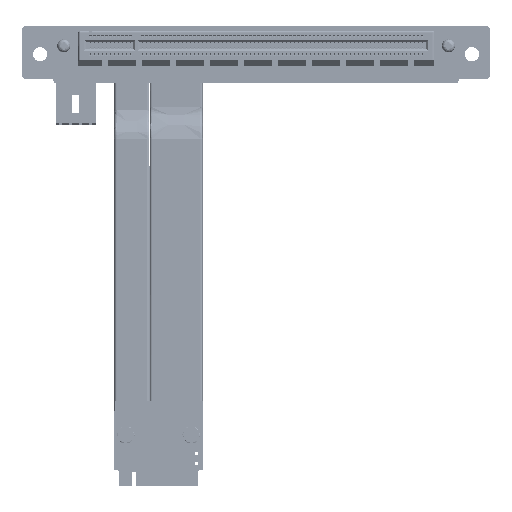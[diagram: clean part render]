
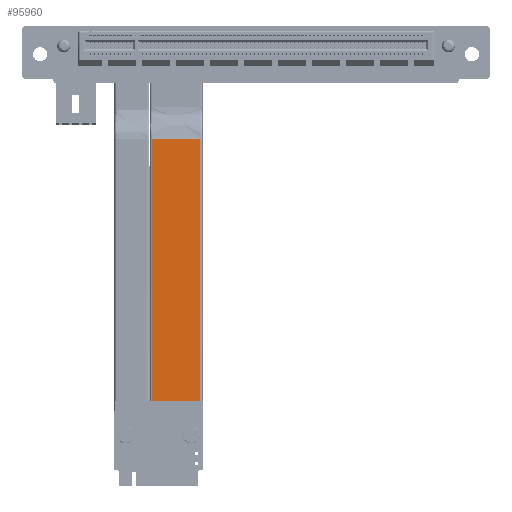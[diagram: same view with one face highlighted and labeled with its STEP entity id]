
A CAD part, top view. The second image highlights one B-rep face of the part: STEP entity #95960.
In plain terms, the highlighted planar face has unit normal (0, 0, 1).
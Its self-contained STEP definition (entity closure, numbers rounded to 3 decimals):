
#95960 = ADVANCED_FACE('',(#95961),#95995,.F.);
#95961 = FACE_BOUND('',#95962,.T.);
#95962 = EDGE_LOOP('',(#95963,#95973,#95981,#95989));
#95963 = ORIENTED_EDGE('',*,*,#95964,.F.);
#95964 = EDGE_CURVE('',#95965,#95967,#95969,.T.);
#95965 = VERTEX_POINT('',#95966);
#95966 = CARTESIAN_POINT('',(-12.6,68.057,1.4));
#95967 = VERTEX_POINT('',#95968);
#95968 = CARTESIAN_POINT('',(-0.6,68.057,1.4));
#95969 = LINE('',#95970,#95971);
#95970 = CARTESIAN_POINT('',(-13.2,68.057,1.4));
#95971 = VECTOR('',#95972,1.);
#95972 = DIRECTION('',(1.,0.,0.));
#95973 = ORIENTED_EDGE('',*,*,#95974,.T.);
#95974 = EDGE_CURVE('',#95965,#95975,#95977,.T.);
#95975 = VERTEX_POINT('',#95976);
#95976 = CARTESIAN_POINT('',(-12.6,0.,1.4));
#95977 = LINE('',#95978,#95979);
#95978 = CARTESIAN_POINT('',(-12.6,81.303,1.4));
#95979 = VECTOR('',#95980,1.);
#95980 = DIRECTION('',(0.,-1.,0.));
#95981 = ORIENTED_EDGE('',*,*,#95982,.T.);
#95982 = EDGE_CURVE('',#95975,#95983,#95985,.T.);
#95983 = VERTEX_POINT('',#95984);
#95984 = CARTESIAN_POINT('',(-0.6,0.,1.4));
#95985 = LINE('',#95986,#95987);
#95986 = CARTESIAN_POINT('',(-13.2,0.,1.4));
#95987 = VECTOR('',#95988,1.);
#95988 = DIRECTION('',(1.,0.,0.));
#95989 = ORIENTED_EDGE('',*,*,#95990,.T.);
#95990 = EDGE_CURVE('',#95983,#95967,#95991,.T.);
#95991 = LINE('',#95992,#95993);
#95992 = CARTESIAN_POINT('',(-0.6,81.303,1.4));
#95993 = VECTOR('',#95994,1.);
#95994 = DIRECTION('',(0.,1.,0.));
#95995 = PLANE('',#95996);
#95996 = AXIS2_PLACEMENT_3D('',#95997,#95998,#95999);
#95997 = CARTESIAN_POINT('',(-13.2,81.303,1.4));
#95998 = DIRECTION('',(0.,0.,-1.));
#95999 = DIRECTION('',(-1.,0.,0.));
